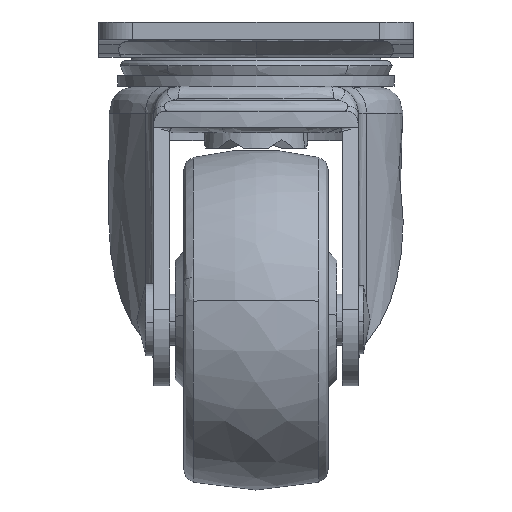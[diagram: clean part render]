
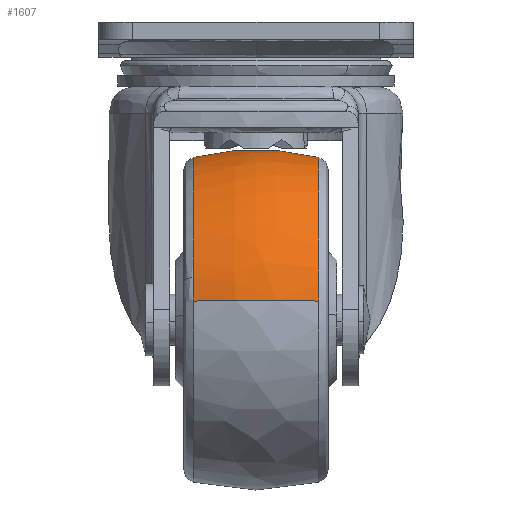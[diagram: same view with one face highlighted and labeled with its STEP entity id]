
A CAD part, left-side view. The second image highlights one B-rep face of the part: STEP entity #1607.
In plain terms, the highlighted free-form (B-spline) face has degree [2, 2] with [5, 5] control points.
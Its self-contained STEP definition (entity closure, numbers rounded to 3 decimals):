
#869=CARTESIAN_POINT('',(-37.42,7.368,-30.023));
#870=VERTEX_POINT('',#869);
#884=CARTESIAN_POINT('',(-19.0,7.368,-15.919));
#885=VERTEX_POINT('',#884);
#886=CARTESIAN_POINT('',(-19.0,7.368,-15.919));
#887=CARTESIAN_POINT('',(-33.61,7.368,-15.919));
#888=CARTESIAN_POINT('',(-37.42,7.368,-30.023));
#896=(BOUNDED_CURVE()B_SPLINE_CURVE(2,(#886,#887,#888),.UNSPECIFIED.,.F.,.U.)B_SPLINE_CURVE_WITH_KNOTS((3,3),(0.5,0.706),.UNSPECIFIED.)CURVE()GEOMETRIC_REPRESENTATION_ITEM()RATIONAL_B_SPLINE_CURVE((1.0,0.759,0.914))REPRESENTATION_ITEM(''));
#897=EDGE_CURVE('',#885,#870,#896,.T.);
#986=CARTESIAN_POINT('',(-37.953,7.368,-32.797));
#987=VERTEX_POINT('',#986);
#1003=CARTESIAN_POINT('',(-37.42,7.368,-30.023));
#1004=CARTESIAN_POINT('',(-37.79,7.368,-31.39));
#1005=CARTESIAN_POINT('',(-37.953,7.368,-32.797));
#1013=(BOUNDED_CURVE()B_SPLINE_CURVE(2,(#1003,#1004,#1005),.UNSPECIFIED.,.F.,.U.)B_SPLINE_CURVE_WITH_KNOTS((3,3),(0.706,0.73),.UNSPECIFIED.)CURVE()GEOMETRIC_REPRESENTATION_ITEM()RATIONAL_B_SPLINE_CURVE((0.914,0.933,0.957))REPRESENTATION_ITEM(''));
#1014=EDGE_CURVE('',#870,#987,#1013,.T.);
#1216=CARTESIAN_POINT('',(-19.0,-7.368,-15.919));
#1217=VERTEX_POINT('',#1216);
#1231=CARTESIAN_POINT('',(-37.953,-7.368,-32.797));
#1232=VERTEX_POINT('',#1231);
#1233=CARTESIAN_POINT('',(-19.0,-7.368,-15.919));
#1234=CARTESIAN_POINT('',(-35.992,-7.368,-15.919));
#1235=CARTESIAN_POINT('',(-37.953,-7.368,-32.797));
#1243=(BOUNDED_CURVE()B_SPLINE_CURVE(2,(#1233,#1234,#1235),.UNSPECIFIED.,.F.,.U.)B_SPLINE_CURVE_WITH_KNOTS((3,3),(0.5,0.73),.UNSPECIFIED.)CURVE()GEOMETRIC_REPRESENTATION_ITEM()RATIONAL_B_SPLINE_CURVE((1.0,0.731,0.957))REPRESENTATION_ITEM(''));
#1244=EDGE_CURVE('',#1217,#1232,#1243,.T.);
#1530=CARTESIAN_POINT('',(-19.,-7.368,-15.919));
#1531=CARTESIAN_POINT('',(-19.,-3.742,-15.));
#1532=CARTESIAN_POINT('',(-19.0,0.,-15.));
#1533=CARTESIAN_POINT('',(-19.,3.742,-15.));
#1534=CARTESIAN_POINT('',(-19.,7.368,-15.919));
#1542=(BOUNDED_CURVE()B_SPLINE_CURVE(2,(#1530,#1531,#1532,#1533,#1534),.UNSPECIFIED.,.F.,.U.)B_SPLINE_CURVE_WITH_KNOTS((3,2,3),(0.396,0.5,0.604),.UNSPECIFIED.)CURVE()GEOMETRIC_REPRESENTATION_ITEM()RATIONAL_B_SPLINE_CURVE((0.94,0.962,1.0,0.962,0.94))REPRESENTATION_ITEM(''));
#1543=EDGE_CURVE('',#1217,#885,#1542,.T.);
#1549=CARTESIAN_POINT('',(-37.953,-7.368,-32.797));
#1550=CARTESIAN_POINT('',(-38.866,-3.742,-32.691));
#1551=CARTESIAN_POINT('',(-38.866,0.,-32.691));
#1552=CARTESIAN_POINT('',(-38.866,3.742,-32.691));
#1553=CARTESIAN_POINT('',(-37.953,7.368,-32.797));
#1561=(BOUNDED_CURVE()B_SPLINE_CURVE(2,(#1549,#1550,#1551,#1552,#1553),.UNSPECIFIED.,.F.,.U.)B_SPLINE_CURVE_WITH_KNOTS((3,2,3),(0.396,0.5,0.604),.UNSPECIFIED.)CURVE()GEOMETRIC_REPRESENTATION_ITEM()RATIONAL_B_SPLINE_CURVE((0.899,0.92,0.957,0.92,0.899))REPRESENTATION_ITEM(''));
#1562=EDGE_CURVE('',#1232,#987,#1561,.T.);
#1567=CARTESIAN_POINT('',(-18.877,-8.109,-16.117));
#1568=CARTESIAN_POINT('',(-18.87,-4.132,-15.));
#1569=CARTESIAN_POINT('',(-18.87,0.,-15.));
#1570=CARTESIAN_POINT('',(-18.87,4.132,-15.));
#1571=CARTESIAN_POINT('',(-18.877,8.11,-16.117));
#1572=CARTESIAN_POINT('',(-18.939,-8.109,-16.117));
#1573=CARTESIAN_POINT('',(-18.935,-4.132,-15.));
#1574=CARTESIAN_POINT('',(-18.935,0.,-15.));
#1575=CARTESIAN_POINT('',(-18.935,4.132,-15.));
#1576=CARTESIAN_POINT('',(-18.939,8.11,-16.117));
#1577=CARTESIAN_POINT('',(-35.815,-8.109,-16.117));
#1578=CARTESIAN_POINT('',(-36.81,-4.132,-15.));
#1579=CARTESIAN_POINT('',(-36.81,0.,-15.));
#1580=CARTESIAN_POINT('',(-36.81,4.132,-15.));
#1581=CARTESIAN_POINT('',(-35.815,8.11,-16.117));
#1582=CARTESIAN_POINT('',(-37.764,-8.109,-32.884));
#1583=CARTESIAN_POINT('',(-38.874,-4.132,-32.758));
#1584=CARTESIAN_POINT('',(-38.874,0.,-32.758));
#1585=CARTESIAN_POINT('',(-38.874,4.132,-32.758));
#1586=CARTESIAN_POINT('',(-37.764,8.11,-32.884));
#1587=CARTESIAN_POINT('',(-37.772,-8.109,-32.947));
#1588=CARTESIAN_POINT('',(-38.882,-4.132,-32.826));
#1589=CARTESIAN_POINT('',(-38.882,0.,-32.826));
#1590=CARTESIAN_POINT('',(-38.882,4.132,-32.826));
#1591=CARTESIAN_POINT('',(-37.772,8.11,-32.947));
#1599=(BOUNDED_SURFACE()B_SPLINE_SURFACE(2,2,((#1567,#1572,#1577,#1582,#1587),(#1568,#1573,#1578,#1583,#1588),(#1569,#1574,#1579,#1584,#1589),(#1570,#1575,#1580,#1585,#1590),(#1571,#1576,#1581,#1586,#1591)),.UNSPECIFIED.,.F.,.F.,.U.)B_SPLINE_SURFACE_WITH_KNOTS((3,2,3),(3,1,1,3),(0.0,8.464,16.929),(0.0,0.152,30.605,30.757),.UNSPECIFIED.)GEOMETRIC_REPRESENTATION_ITEM()RATIONAL_B_SPLINE_SURFACE(((0.938,0.937,0.683,0.896,0.897),(0.961,0.959,0.7,0.918,0.919),(1.003,1.001,0.731,0.958,0.959),(0.961,0.959,0.7,0.918,0.919),(0.938,0.937,0.683,0.896,0.897)))REPRESENTATION_ITEM('')SURFACE());
#1600=ORIENTED_EDGE('',*,*,#897,.T.);
#1601=ORIENTED_EDGE('',*,*,#1014,.T.);
#1602=ORIENTED_EDGE('',*,*,#1562,.F.);
#1603=ORIENTED_EDGE('',*,*,#1244,.F.);
#1604=ORIENTED_EDGE('',*,*,#1543,.T.);
#1605=EDGE_LOOP('',(#1600,#1601,#1602,#1603,#1604));
#1606=FACE_OUTER_BOUND('',#1605,.T.);
#1607=ADVANCED_FACE('',(#1606),#1599,.T.);
